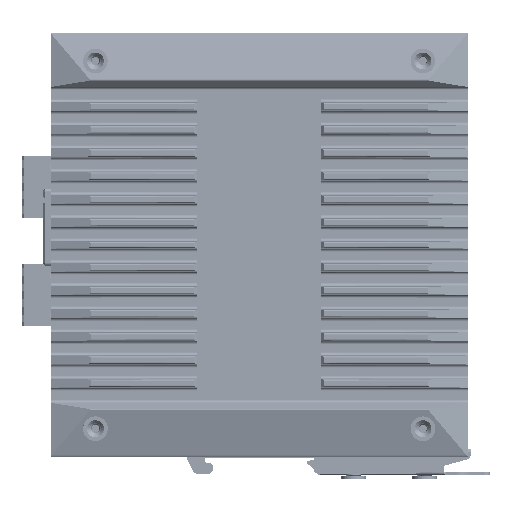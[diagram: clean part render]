
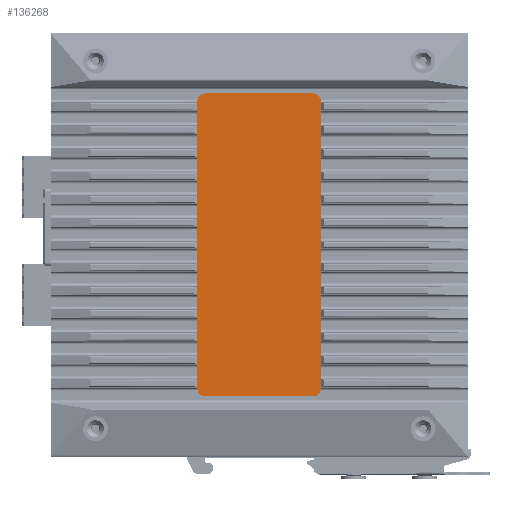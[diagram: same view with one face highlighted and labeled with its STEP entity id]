
A CAD part, front view. The second image highlights one B-rep face of the part: STEP entity #136268.
In plain terms, the highlighted planar face has unit normal (0, -1, 0).
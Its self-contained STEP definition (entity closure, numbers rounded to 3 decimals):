
#42591=DIRECTION('',(0.,0.,1.));
#42592=VECTOR('',#42591,93.);
#42593=CARTESIAN_POINT('',(-20.5,-3.6,-46.5));
#42594=LINE('',#42593,#42592);
#42877=DIRECTION('',(0.,0.,1.));
#42878=VECTOR('',#42877,93.);
#42879=CARTESIAN_POINT('',(19.5,-3.6,-46.5));
#42880=LINE('',#42879,#42878);
#42881=CARTESIAN_POINT('',(17.,-3.6,-46.5));
#42882=DIRECTION('',(0.,-1.,0.));
#42883=DIRECTION('',(0.,0.,-1.));
#42884=AXIS2_PLACEMENT_3D('',#42881,#42882,#42883);
#42886=DIRECTION('',(1.,0.,0.));
#42887=VECTOR('',#42886,35.);
#42888=CARTESIAN_POINT('',(-18.,-3.6,-49.));
#42889=LINE('',#42888,#42887);
#42890=CARTESIAN_POINT('',(-18.,-3.6,-46.5));
#42891=DIRECTION('',(0.,-1.,0.));
#42892=DIRECTION('',(-1.,0.,0.));
#42893=AXIS2_PLACEMENT_3D('',#42890,#42891,#42892);
#42895=CARTESIAN_POINT('',(-18.,-3.6,46.5));
#42896=DIRECTION('',(0.,-1.,0.));
#42897=DIRECTION('',(0.,0.,1.));
#42898=AXIS2_PLACEMENT_3D('',#42895,#42896,#42897);
#42900=DIRECTION('',(-1.,0.,0.));
#42901=VECTOR('',#42900,35.);
#42902=CARTESIAN_POINT('',(17.,-3.6,49.));
#42903=LINE('',#42902,#42901);
#42904=CARTESIAN_POINT('',(17.,-3.6,46.5));
#42905=DIRECTION('',(0.,-1.,0.));
#42906=DIRECTION('',(1.,0.,0.));
#42907=AXIS2_PLACEMENT_3D('',#42904,#42905,#42906);
#69575=CARTESIAN_POINT('',(-18.,-3.6,-49.));
#69576=VERTEX_POINT('',#69575);
#69622=CARTESIAN_POINT('',(-20.5,-3.6,-46.5));
#69623=CARTESIAN_POINT('',(-20.5,-3.6,46.5));
#69624=VERTEX_POINT('',#69622);
#69625=VERTEX_POINT('',#69623);
#69664=CARTESIAN_POINT('',(17.,-3.6,-49.));
#69665=VERTEX_POINT('',#69664);
#69835=CARTESIAN_POINT('',(-18.,-3.6,49.));
#69836=VERTEX_POINT('',#69835);
#69883=CARTESIAN_POINT('',(19.5,-3.6,-46.5));
#69884=VERTEX_POINT('',#69883);
#69959=CARTESIAN_POINT('',(17.,-3.6,49.));
#69960=VERTEX_POINT('',#69959);
#69961=CARTESIAN_POINT('',(19.5,-3.6,46.5));
#69962=VERTEX_POINT('',#69961);
#136246=CARTESIAN_POINT('',(67.,-3.6,-45.));
#136247=DIRECTION('',(0.,-1.,0.));
#136248=DIRECTION('',(0.,0.,-1.));
#136249=AXIS2_PLACEMENT_3D('',#136246,#136247,#136248);
#136250=PLANE('',#136249);
#136252=ORIENTED_EDGE('',*,*,#136251,.F.);
#136254=ORIENTED_EDGE('',*,*,#136253,.F.);
#136256=ORIENTED_EDGE('',*,*,#136255,.F.);
#136258=ORIENTED_EDGE('',*,*,#136257,.F.);
#136259=ORIENTED_EDGE('',*,*,#136086,.T.);
#136261=ORIENTED_EDGE('',*,*,#136260,.F.);
#136263=ORIENTED_EDGE('',*,*,#136262,.F.);
#136265=ORIENTED_EDGE('',*,*,#136264,.F.);
#136266=EDGE_LOOP('',(#136252,#136254,#136256,#136258,#136259,#136261,#136263,
#136265));
#136267=FACE_OUTER_BOUND('',#136266,.F.);
#42885=CIRCLE('',#42884,2.5);
#42894=CIRCLE('',#42893,2.5);
#42899=CIRCLE('',#42898,2.5);
#42908=CIRCLE('',#42907,2.5);
#136086=EDGE_CURVE('',#69624,#69625,#42594,.T.);
#136251=EDGE_CURVE('',#69884,#69962,#42880,.T.);
#136253=EDGE_CURVE('',#69665,#69884,#42885,.T.);
#136255=EDGE_CURVE('',#69576,#69665,#42889,.T.);
#136257=EDGE_CURVE('',#69624,#69576,#42894,.T.);
#136260=EDGE_CURVE('',#69836,#69625,#42899,.T.);
#136262=EDGE_CURVE('',#69960,#69836,#42903,.T.);
#136264=EDGE_CURVE('',#69962,#69960,#42908,.T.);
#136268=ADVANCED_FACE('',(#136267),#136250,.T.);
